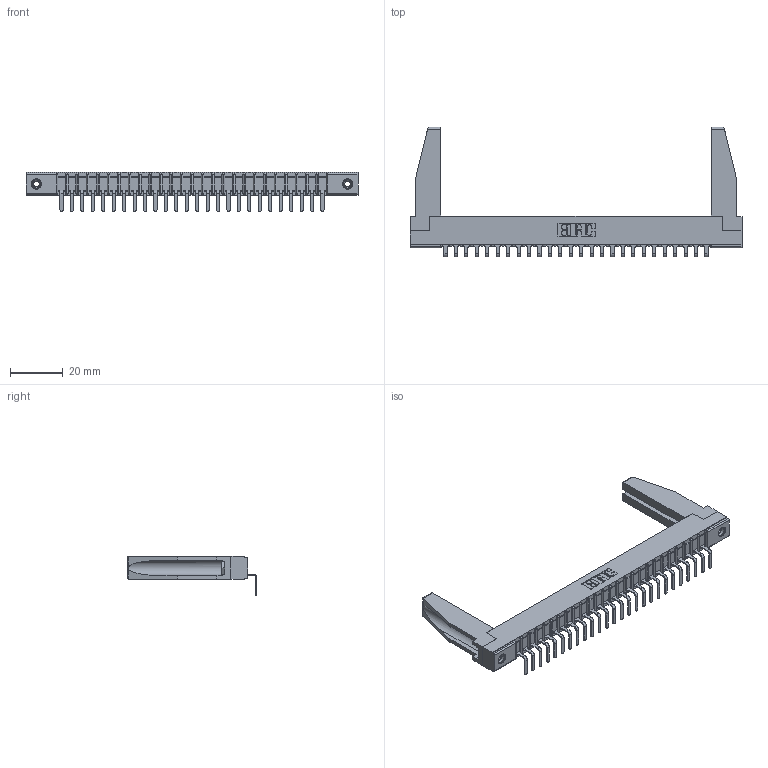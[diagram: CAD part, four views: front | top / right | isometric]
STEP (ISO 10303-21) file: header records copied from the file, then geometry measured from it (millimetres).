
FILE_DESCRIPTION (( 'STEP AP203' ), '1' );
FILE_NAME ('307-026-559-178.STEP', '2019-09-04T16:34:22', ( '' ), ( '' ), 'SwSTEP 2.0', 'SolidWorks 2016', '' );
FILE_SCHEMA (( 'CONFIG_CONTROL_DESIGN' ));
Length unit declared in the file: inch
Products named in the file (5): 307-290-001_558 559 - 1 (Single); 307 Part_.156 Dia Mounting Holes; 345-250-001_345-250-001-102; 307-220-078; 307-026-559-178
Assembly tree (31 placements, depth 2):
  307-026-559-178
    307 Part_.156 Dia Mounting Holes
    307-290-001_558 559 - 1 (Single)  x26
    307-220-078  x2
    345-250-001_345-250-001-102  x2
Bounding box: 126.03 x 49.16 x 14.81 mm (x, y, z)
Volume: 11972.5 mm3; surface area: 16528.2 mm2
Topology: 31 solids, 31 shells, 1835 faces, 5177 edges, 3334 vertices
Faces by surface type: plane 1168, cylinder 597, sphere 54, cone 12, torus 4
Entity records: 26805 total; most frequent: CARTESIAN_POINT 4510, ORIENTED_EDGE 4452, DIRECTION 4352, EDGE_CURVE 2226, VECTOR 1704, LINE 1704, VERTEX_POINT 1440, AXIS2_PLACEMENT_3D 1324
